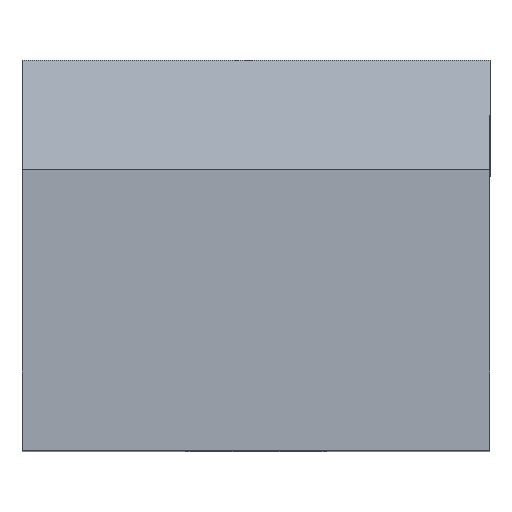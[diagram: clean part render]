
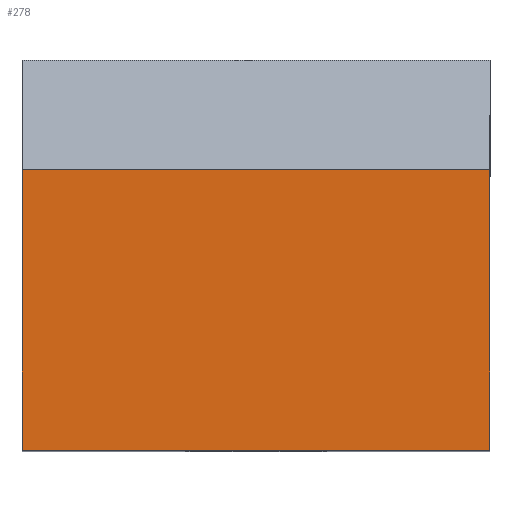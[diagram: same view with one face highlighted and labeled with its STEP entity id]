
A CAD part, top view. The second image highlights one B-rep face of the part: STEP entity #278.
In plain terms, the highlighted planar face has unit normal (0, 0, 1).
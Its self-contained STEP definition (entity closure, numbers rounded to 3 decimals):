
#24=FACE_OUTER_BOUND('',#39,.T.);
#39=EDGE_LOOP('',(#202,#203,#204,#205));
#55=LINE('',#402,#90);
#58=LINE('',#408,#93);
#68=LINE('',#428,#103);
#69=LINE('',#429,#104);
#90=VECTOR('',#328,10.);
#93=VECTOR('',#333,10.);
#103=VECTOR('',#345,10.);
#104=VECTOR('',#346,10.);
#125=VERTEX_POINT('',#399);
#126=VERTEX_POINT('',#401);
#128=VERTEX_POINT('',#407);
#137=VERTEX_POINT('',#427);
#150=EDGE_CURVE('',#125,#126,#55,.T.);
#153=EDGE_CURVE('',#128,#126,#58,.T.);
#163=EDGE_CURVE('',#137,#125,#68,.T.);
#164=EDGE_CURVE('',#128,#137,#69,.T.);
#202=ORIENTED_EDGE('',*,*,#150,.F.);
#203=ORIENTED_EDGE('',*,*,#163,.F.);
#204=ORIENTED_EDGE('',*,*,#164,.F.);
#205=ORIENTED_EDGE('',*,*,#153,.T.);
#265=PLANE('',#307);
#278=ADVANCED_FACE('',(#24),#265,.T.);
#307=AXIS2_PLACEMENT_3D('',#426,#343,#344);
#328=DIRECTION('',(1.,0.,0.));
#333=DIRECTION('',(0.,1.,0.));
#343=DIRECTION('center_axis',(0.,0.,1.));
#344=DIRECTION('ref_axis',(0.,1.,0.));
#345=DIRECTION('',(0.,1.,0.));
#346=DIRECTION('',(-1.,0.,0.));
#399=CARTESIAN_POINT('',(-30.,18.,0.));
#401=CARTESIAN_POINT('',(0.,18.,0.));
#402=CARTESIAN_POINT('',(0.,18.,0.));
#407=CARTESIAN_POINT('',(0.,0.,0.));
#408=CARTESIAN_POINT('',(0.,0.,0.));
#426=CARTESIAN_POINT('Origin',(0.,0.,0.));
#427=CARTESIAN_POINT('',(-30.,0.,0.));
#428=CARTESIAN_POINT('',(-30.,0.,0.));
#429=CARTESIAN_POINT('',(0.,0.,0.));
